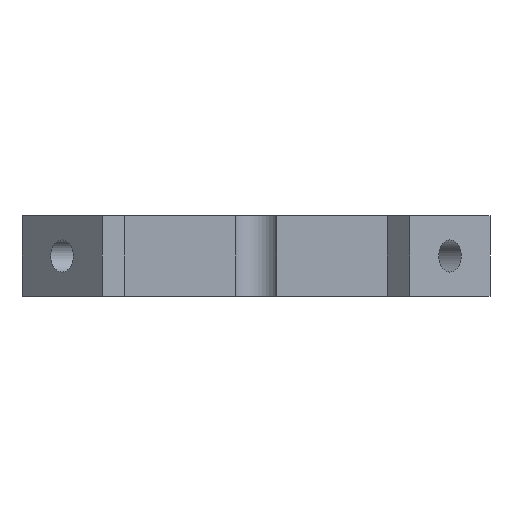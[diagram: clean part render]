
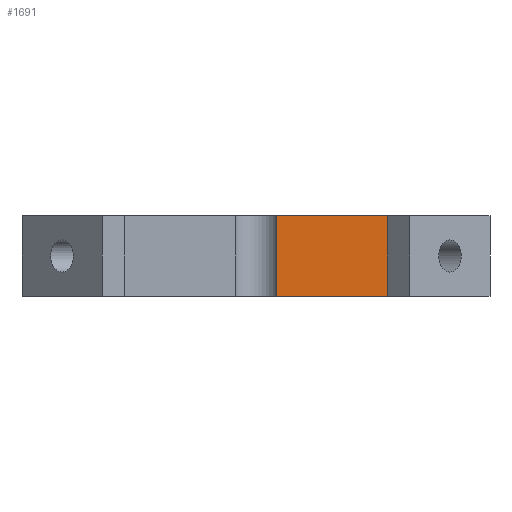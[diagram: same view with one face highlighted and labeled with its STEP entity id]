
A CAD part, front view. The second image highlights one B-rep face of the part: STEP entity #1691.
In plain terms, the highlighted planar face has unit normal (0, -1, 0).
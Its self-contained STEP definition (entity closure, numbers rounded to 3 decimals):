
#84=PLANE('',#1823);
#160=FACE_OUTER_BOUND('',#248,.T.);
#248=EDGE_LOOP('',(#1287,#1288,#1289,#1290));
#383=LINE('',#2548,#589);
#384=LINE('',#2551,#590);
#385=LINE('',#2553,#591);
#386=LINE('',#2554,#592);
#589=VECTOR('',#2066,10.);
#590=VECTOR('',#2069,10.);
#591=VECTOR('',#2070,10.);
#592=VECTOR('',#2071,10.);
#835=VERTEX_POINT('',#2542);
#837=VERTEX_POINT('',#2546);
#838=VERTEX_POINT('',#2550);
#839=VERTEX_POINT('',#2552);
#1016=EDGE_CURVE('',#837,#835,#383,.T.);
#1017=EDGE_CURVE('',#835,#838,#384,.T.);
#1018=EDGE_CURVE('',#839,#837,#385,.T.);
#1019=EDGE_CURVE('',#839,#838,#386,.T.);
#1287=ORIENTED_EDGE('',*,*,#1017,.F.);
#1288=ORIENTED_EDGE('',*,*,#1016,.F.);
#1289=ORIENTED_EDGE('',*,*,#1018,.F.);
#1290=ORIENTED_EDGE('',*,*,#1019,.T.);
#1691=ADVANCED_FACE('',(#160),#84,.F.);
#1823=AXIS2_PLACEMENT_3D('',#2549,#2067,#2068);
#2066=DIRECTION('',(0.,0.,-1.));
#2067=DIRECTION('center_axis',(0.,1.,0.));
#2068=DIRECTION('ref_axis',(1.,0.,0.));
#2069=DIRECTION('',(-1.,0.,0.));
#2070=DIRECTION('',(1.,0.,0.));
#2071=DIRECTION('',(0.,0.,-1.));
#2542=CARTESIAN_POINT('',(16.41,-26.41,-10.));
#2546=CARTESIAN_POINT('',(16.41,-26.41,0.));
#2548=CARTESIAN_POINT('',(16.41,-26.41,0.));
#2549=CARTESIAN_POINT('Origin',(2.568,-26.41,0.));
#2550=CARTESIAN_POINT('',(2.568,-26.41,-10.));
#2551=CARTESIAN_POINT('',(1.284,-26.41,-10.));
#2552=CARTESIAN_POINT('',(2.568,-26.41,0.));
#2553=CARTESIAN_POINT('',(1.284,-26.41,0.));
#2554=CARTESIAN_POINT('',(2.568,-26.41,0.));
